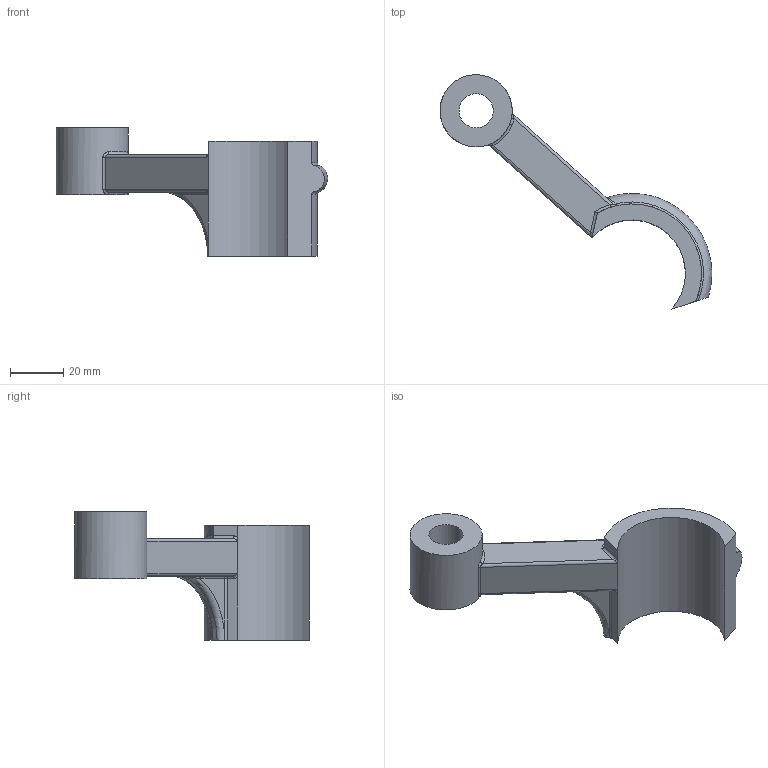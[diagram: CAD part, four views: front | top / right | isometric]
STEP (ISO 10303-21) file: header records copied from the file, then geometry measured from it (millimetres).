
FILE_DESCRIPTION(/* description */ (''),/* implementation_level */ '2;1');
FILE_NAME(/* name */ '124dafb0-05ba-11ec-8dfc-0a17b33ae929.step',/* time_stamp */ '2021-08-25T15:41:38+00:00',/* author */ (''),/* organization */ (''),/* preprocessor_version */ 'ST-DEVELOPER v18.1',/* originating_system */ 'Autodesk Translation Framework v10.6.0.1341',/* authorisation */ '');
FILE_SCHEMA (('AUTOMOTIVE_DESIGN { 1 0 10303 214 3 1 1 }'));
Length unit declared in the file: centimetre
Products named in the file (1): temp_body
Bounding box: 101.68 x 87.68 x 48 mm (x, y, z)
Volume: 40133 mm3; surface area: 13848.3 mm2
Topology: 1 solids, 1 shells, 58 faces, 134 edges, 76 vertices
Faces by surface type: cylinder 19, bspline 16, plane 13, torus 6, sphere 4
Full cylindrical faces by diameter (mm): 12.811 x1, 27 x1
Entity records: 2227 total; most frequent: CARTESIAN_POINT 964, ORIENTED_EDGE 264, DIRECTION 244, EDGE_CURVE 132, AXIS2_PLACEMENT_3D 101, VERTEX_POINT 76, EDGE_LOOP 60, FACE_OUTER_BOUND 58
